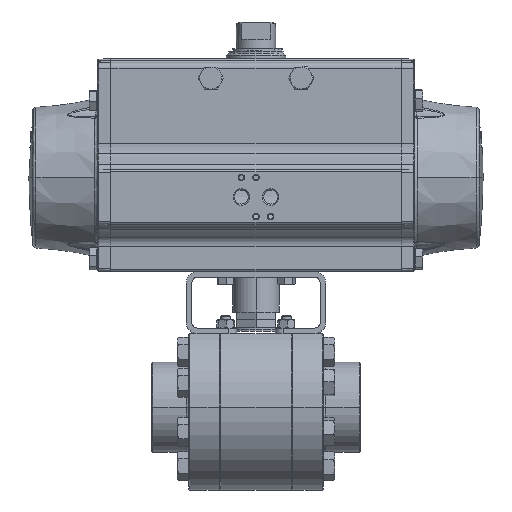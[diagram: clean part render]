
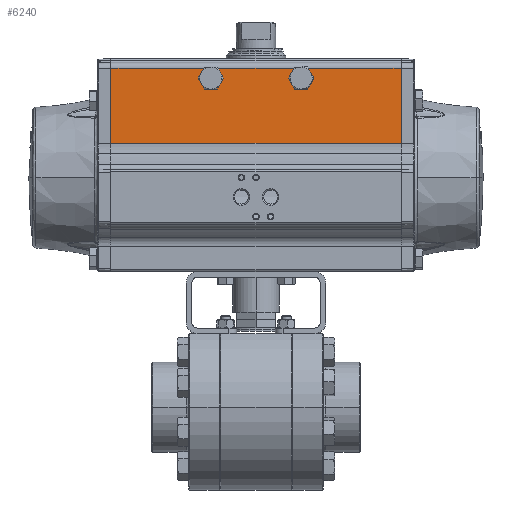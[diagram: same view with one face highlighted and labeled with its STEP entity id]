
A CAD part, top view. The second image highlights one B-rep face of the part: STEP entity #6240.
In plain terms, the highlighted planar face has unit normal (0, 0, 1).
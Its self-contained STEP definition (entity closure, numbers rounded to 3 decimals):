
#631 = VERTEX_POINT ( 'NONE', #29689 ) ;
#4478 = EDGE_CURVE ( 'NONE', #631, #31675, #59610, .T. ) ;
#4557 = LINE ( 'NONE', #53640, #62777 ) ;
#4683 = AXIS2_PLACEMENT_3D ( 'NONE', #14240, #53657, #19875 ) ;
#6240 = ADVANCED_FACE ( 'NONE', ( #22381 ), #36978, .T. ) ;
#7402 = EDGE_CURVE ( 'NONE', #61127, #68777, #26392, .T. ) ;
#7717 = DIRECTION ( 'NONE',  ( 0., 0., -1. ) ) ;
#9024 = VECTOR ( 'NONE', #65528, 39.37 ) ;
#14240 = CARTESIAN_POINT ( 'NONE',  ( -1.457, 10.606, 2.516 ) ) ;
#15570 = CARTESIAN_POINT ( 'NONE',  ( 4.675, 10.921, 2.516 ) ) ;
#16097 = EDGE_CURVE ( 'NONE', #30147, #67022, #54055, .T. ) ;
#16443 = ORIENTED_EDGE ( 'NONE', *, *, #16097, .F. ) ;
#16931 = EDGE_LOOP ( 'NONE', ( #26301, #72592, #48538, #67288, #16443, #46723, #65585, #28409 ) ) ;
#19875 = DIRECTION ( 'NONE',  ( 0., 1., 0. ) ) ;
#22381 = FACE_OUTER_BOUND ( 'NONE', #16931, .T. ) ;
#24020 = VECTOR ( 'NONE', #25106, 39.37 ) ;
#25088 = CARTESIAN_POINT ( 'NONE',  ( -4.675, 4.37, 2.516 ) ) ;
#25106 = DIRECTION ( 'NONE',  ( 0., 1., 0. ) ) ;
#26301 = ORIENTED_EDGE ( 'NONE', *, *, #58403, .T. ) ;
#26392 = LINE ( 'NONE', #36973, #50230 ) ;
#27720 = VECTOR ( 'NONE', #36448, 39.37 ) ;
#28409 = ORIENTED_EDGE ( 'NONE', *, *, #48450, .T. ) ;
#29689 = CARTESIAN_POINT ( 'NONE',  ( 1.294, 10.921, 2.516 ) ) ;
#30147 = VERTEX_POINT ( 'NONE', #58098 ) ;
#31353 = VECTOR ( 'NONE', #60505, 39.37 ) ;
#31675 = VERTEX_POINT ( 'NONE', #59244 ) ;
#35891 = DIRECTION ( 'NONE',  ( 1., 0., 0. ) ) ;
#36150 = DIRECTION ( 'NONE',  ( 0., 0., 1. ) ) ;
#36207 = CARTESIAN_POINT ( 'NONE',  ( 1.619, 10.921, 2.516 ) ) ;
#36229 = DIRECTION ( 'NONE',  ( 0., 1., 0. ) ) ;
#36448 = DIRECTION ( 'NONE',  ( -1., 0., 0. ) ) ;
#36882 = CARTESIAN_POINT ( 'NONE',  ( 4.675, 8.506, 2.516 ) ) ;
#36973 = CARTESIAN_POINT ( 'NONE',  ( 4.675, 4.37, 2.516 ) ) ;
#36978 = PLANE ( 'NONE',  #65645 ) ;
#38920 = EDGE_CURVE ( 'NONE', #62015, #67022, #42741, .T. ) ;
#41524 = CARTESIAN_POINT ( 'NONE',  ( 1.457, 10.606, 2.516 ) ) ;
#41868 = EDGE_CURVE ( 'NONE', #31675, #62015, #64248, .T. ) ;
#42741 = LINE ( 'NONE', #47800, #27720 ) ;
#46723 = ORIENTED_EDGE ( 'NONE', *, *, #48024, .T. ) ;
#47208 = DIRECTION ( 'NONE',  ( 1., 0., 0. ) ) ;
#47800 = CARTESIAN_POINT ( 'NONE',  ( 4.675, 10.921, 2.516 ) ) ;
#47927 = VERTEX_POINT ( 'NONE', #36207 ) ;
#48024 = EDGE_CURVE ( 'NONE', #30147, #61127, #67220, .T. ) ;
#48450 = EDGE_CURVE ( 'NONE', #68777, #47927, #4557, .T. ) ;
#48538 = ORIENTED_EDGE ( 'NONE', *, *, #41868, .T. ) ;
#50230 = VECTOR ( 'NONE', #36229, 39.37 ) ;
#50255 = AXIS2_PLACEMENT_3D ( 'NONE', #41524, #7717, #47208 ) ;
#52903 = CIRCLE ( 'NONE', #50255, 0.354 ) ;
#53640 = CARTESIAN_POINT ( 'NONE',  ( 4.675, 10.921, 2.516 ) ) ;
#53657 = DIRECTION ( 'NONE',  ( 0., 0., -1. ) ) ;
#53994 = CARTESIAN_POINT ( 'NONE',  ( 4.675, 8.506, 2.516 ) ) ;
#54055 = LINE ( 'NONE', #25088, #24020 ) ;
#58098 = CARTESIAN_POINT ( 'NONE',  ( -4.675, 8.506, 2.516 ) ) ;
#58403 = EDGE_CURVE ( 'NONE', #47927, #631, #52903, .T. ) ;
#59244 = CARTESIAN_POINT ( 'NONE',  ( -1.294, 10.921, 2.516 ) ) ;
#59610 = LINE ( 'NONE', #72989, #31353 ) ;
#60505 = DIRECTION ( 'NONE',  ( -1., 0., 0. ) ) ;
#61127 = VERTEX_POINT ( 'NONE', #66942 ) ;
#62015 = VERTEX_POINT ( 'NONE', #72239 ) ;
#62777 = VECTOR ( 'NONE', #70602, 39.37 ) ;
#64248 = CIRCLE ( 'NONE', #4683, 0.354 ) ;
#65528 = DIRECTION ( 'NONE',  ( 1., 0., 0. ) ) ;
#65585 = ORIENTED_EDGE ( 'NONE', *, *, #7402, .T. ) ;
#65645 = AXIS2_PLACEMENT_3D ( 'NONE', #36882, #36150, #35891 ) ;
#66942 = CARTESIAN_POINT ( 'NONE',  ( 4.675, 8.506, 2.516 ) ) ;
#67022 = VERTEX_POINT ( 'NONE', #68035 ) ;
#67220 = LINE ( 'NONE', #53994, #9024 ) ;
#67288 = ORIENTED_EDGE ( 'NONE', *, *, #38920, .T. ) ;
#68035 = CARTESIAN_POINT ( 'NONE',  ( -4.675, 10.921, 2.516 ) ) ;
#68777 = VERTEX_POINT ( 'NONE', #15570 ) ;
#70602 = DIRECTION ( 'NONE',  ( -1., 0., 0. ) ) ;
#72239 = CARTESIAN_POINT ( 'NONE',  ( -1.619, 10.921, 2.516 ) ) ;
#72592 = ORIENTED_EDGE ( 'NONE', *, *, #4478, .T. ) ;
#72989 = CARTESIAN_POINT ( 'NONE',  ( 4.675, 10.921, 2.516 ) ) ;
